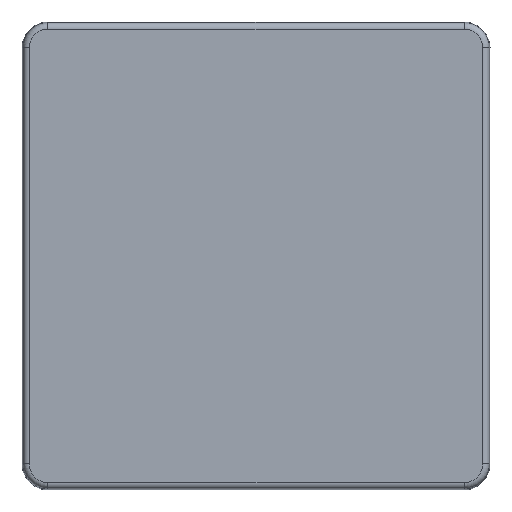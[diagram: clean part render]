
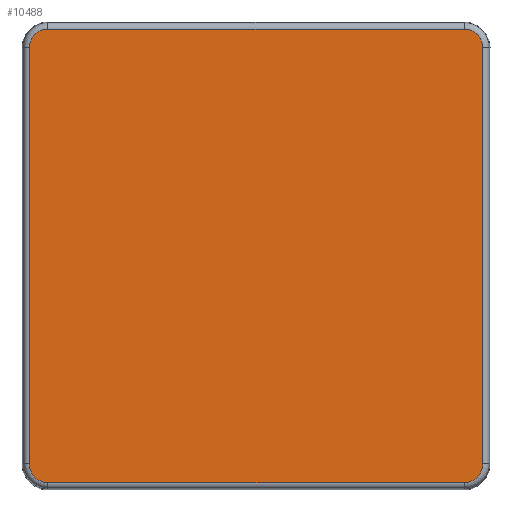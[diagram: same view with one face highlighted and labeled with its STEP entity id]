
A CAD part, top view. The second image highlights one B-rep face of the part: STEP entity #10488.
In plain terms, the highlighted face is planar.
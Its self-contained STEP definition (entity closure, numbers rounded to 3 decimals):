
#1003 = DIRECTION ( 'NONE',  ( -1., 0., 0. ) ) ;
#1156 = DIRECTION ( 'NONE',  ( 0., 0., -1. ) ) ;
#1660 = DIRECTION ( 'NONE',  ( 1., 0., 0. ) ) ;
#2402 = CARTESIAN_POINT ( 'NONE',  ( 640.301, -2912.267, 0.8 ) ) ;
#2803 = FACE_OUTER_BOUND ( 'NONE', #9174, .T. ) ;
#4296 = CIRCLE ( 'NONE', #5681, 0.603 ) ;
#4477 = CIRCLE ( 'NONE', #17160, 0.603 ) ;
#4899 = VECTOR ( 'NONE', #1003, 1000. ) ;
#5681 = AXIS2_PLACEMENT_3D ( 'NONE', #2402, #5962, #21752 ) ;
#5962 = DIRECTION ( 'NONE',  ( 0., 1., 0. ) ) ;
#6107 = ORIENTED_EDGE ( 'NONE', *, *, #11782, .T. ) ;
#6730 = DIRECTION ( 'NONE',  ( 0., 0., -1. ) ) ;
#6832 = VERTEX_POINT ( 'NONE', #10945 ) ;
#6870 = DIRECTION ( 'NONE',  ( 0., 1., 0. ) ) ;
#7196 = EDGE_CURVE ( 'NONE', #23963, #11065, #13581, .T. ) ;
#7304 = CARTESIAN_POINT ( 'NONE',  ( 653.701, -2912.267, 14.2 ) ) ;
#7483 = VERTEX_POINT ( 'NONE', #17355 ) ;
#7656 = CARTESIAN_POINT ( 'NONE',  ( 639.698, -2912.267, 0.8 ) ) ;
#7810 = VECTOR ( 'NONE', #13915, 1000. ) ;
#7966 = ORIENTED_EDGE ( 'NONE', *, *, #20410, .T. ) ;
#8269 = PLANE ( 'NONE',  #12689 ) ;
#8666 = CARTESIAN_POINT ( 'NONE',  ( 654.305, -2912.267, 15. ) ) ;
#8821 = DIRECTION ( 'NONE',  ( 0., 0., -1. ) ) ;
#8879 = LINE ( 'NONE', #8666, #20125 ) ;
#9140 = ORIENTED_EDGE ( 'NONE', *, *, #16810, .T. ) ;
#9174 = EDGE_LOOP ( 'NONE', ( #20429, #16009, #12673, #22090, #7966, #16614, #9140, #6107 ) ) ;
#9728 = DIRECTION ( 'NONE',  ( 0., 1., 0. ) ) ;
#9729 = LINE ( 'NONE', #13044, #24032 ) ;
#9753 = CARTESIAN_POINT ( 'NONE',  ( 639.698, -2912.267, 15. ) ) ;
#10488 = ADVANCED_FACE ( 'NONE', ( #2803 ), #8269, .F. ) ;
#10945 = CARTESIAN_POINT ( 'NONE',  ( 653.701, -2912.267, 14.803 ) ) ;
#11033 = DIRECTION ( 'NONE',  ( 0., 0., -1. ) ) ;
#11065 = VERTEX_POINT ( 'NONE', #24798 ) ;
#11183 = VERTEX_POINT ( 'NONE', #7656 ) ;
#11384 = EDGE_CURVE ( 'NONE', #13954, #11183, #4296, .T. ) ;
#11532 = CIRCLE ( 'NONE', #18540, 0.603 ) ;
#11782 = EDGE_CURVE ( 'NONE', #7483, #23191, #11532, .T. ) ;
#12203 = LINE ( 'NONE', #24501, #4899 ) ;
#12673 = ORIENTED_EDGE ( 'NONE', *, *, #19740, .T. ) ;
#12689 = AXIS2_PLACEMENT_3D ( 'NONE', #23876, #22326, #6730 ) ;
#12858 = AXIS2_PLACEMENT_3D ( 'NONE', #14577, #6870, #1156 ) ;
#13044 = CARTESIAN_POINT ( 'NONE',  ( 654.501, -2912.267, 14.803 ) ) ;
#13581 = CIRCLE ( 'NONE', #12858, 0.603 ) ;
#13915 = DIRECTION ( 'NONE',  ( 0., 0., 1. ) ) ;
#13954 = VERTEX_POINT ( 'NONE', #21862 ) ;
#14228 = CARTESIAN_POINT ( 'NONE',  ( 654.305, -2912.267, 0.8 ) ) ;
#14577 = CARTESIAN_POINT ( 'NONE',  ( 653.701, -2912.267, 0.8 ) ) ;
#16009 = ORIENTED_EDGE ( 'NONE', *, *, #16630, .T. ) ;
#16614 = ORIENTED_EDGE ( 'NONE', *, *, #11384, .T. ) ;
#16630 = EDGE_CURVE ( 'NONE', #6832, #20805, #4477, .T. ) ;
#16810 = EDGE_CURVE ( 'NONE', #11183, #7483, #18412, .T. ) ;
#17160 = AXIS2_PLACEMENT_3D ( 'NONE', #7304, #22668, #11033 ) ;
#17355 = CARTESIAN_POINT ( 'NONE',  ( 639.698, -2912.267, 14.2 ) ) ;
#18412 = LINE ( 'NONE', #9753, #7810 ) ;
#18540 = AXIS2_PLACEMENT_3D ( 'NONE', #21112, #9728, #23500 ) ;
#19740 = EDGE_CURVE ( 'NONE', #20805, #23963, #8879, .T. ) ;
#19754 = CARTESIAN_POINT ( 'NONE',  ( 654.305, -2912.267, 14.2 ) ) ;
#20125 = VECTOR ( 'NONE', #8821, 1000. ) ;
#20410 = EDGE_CURVE ( 'NONE', #11065, #13954, #12203, .T. ) ;
#20429 = ORIENTED_EDGE ( 'NONE', *, *, #20635, .T. ) ;
#20635 = EDGE_CURVE ( 'NONE', #23191, #6832, #9729, .T. ) ;
#20805 = VERTEX_POINT ( 'NONE', #19754 ) ;
#20967 = CARTESIAN_POINT ( 'NONE',  ( 640.301, -2912.267, 14.803 ) ) ;
#21112 = CARTESIAN_POINT ( 'NONE',  ( 640.301, -2912.267, 14.2 ) ) ;
#21752 = DIRECTION ( 'NONE',  ( 0., 0., -1. ) ) ;
#21862 = CARTESIAN_POINT ( 'NONE',  ( 640.301, -2912.267, 0.197 ) ) ;
#22090 = ORIENTED_EDGE ( 'NONE', *, *, #7196, .T. ) ;
#22326 = DIRECTION ( 'NONE',  ( 0., -1., 0. ) ) ;
#22668 = DIRECTION ( 'NONE',  ( 0., 1., 0. ) ) ;
#23191 = VERTEX_POINT ( 'NONE', #20967 ) ;
#23500 = DIRECTION ( 'NONE',  ( 0., 0., -1. ) ) ;
#23876 = CARTESIAN_POINT ( 'NONE',  ( 654.501, -2912.267, 15. ) ) ;
#23963 = VERTEX_POINT ( 'NONE', #14228 ) ;
#24032 = VECTOR ( 'NONE', #1660, 1000. ) ;
#24501 = CARTESIAN_POINT ( 'NONE',  ( 640.301, -2912.267, 0.197 ) ) ;
#24798 = CARTESIAN_POINT ( 'NONE',  ( 653.701, -2912.267, 0.197 ) ) ;
